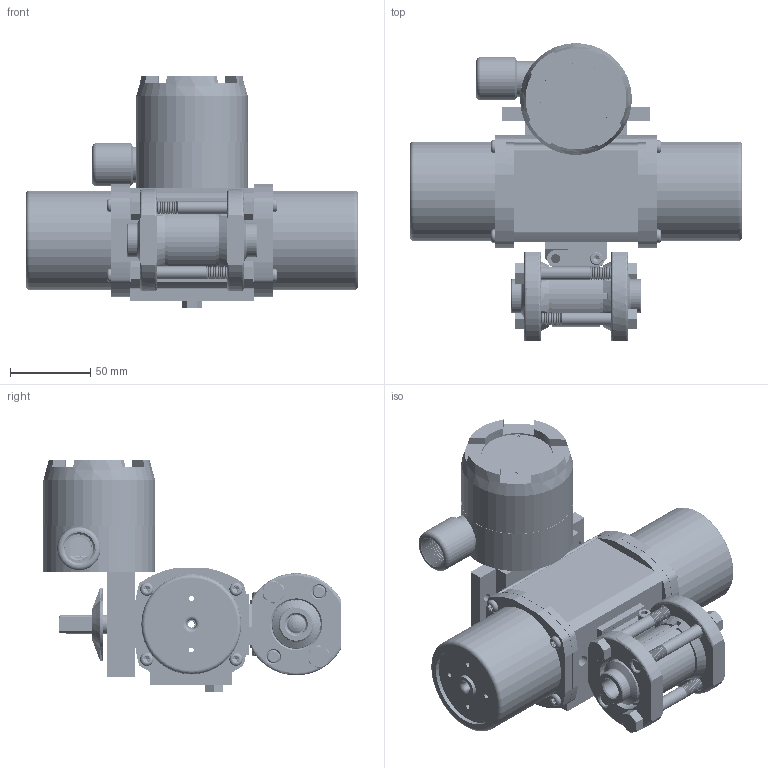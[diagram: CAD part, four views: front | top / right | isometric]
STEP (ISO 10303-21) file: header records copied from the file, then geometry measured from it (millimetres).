
FILE_DESCRIPTION (( 'STEP AP203' ), '1' );
FILE_NAME ('25XXTSWSA512SRLS.step', '2018-04-12T16:53:56', ( '' ), ( '' ), 'SwSTEP 2.0', 'SolidWorks 2017', '' );
FILE_SCHEMA (( 'CONFIG_CONTROL_DESIGN' ));
Products named in the file (1): 25XXTSWSA512SRLS
Bounding box: 206.38 x 184.85 x 144.65 mm (x, y, z)
Volume: 714385.7 mm3; surface area: 298949 mm2
Topology: 47 solids, 47 shells, 4455 faces, 12185 edges, 7872 vertices
Faces by surface type: cylinder 2387, cone 1135, plane 626, bspline 162, torus 143, sphere 2
Entity records: 221041 total; most frequent: CARTESIAN_POINT 114573, ORIENTED_EDGE 24130, DIRECTION 21232, EDGE_CURVE 12065, AXIS2_PLACEMENT_3D 8470, VERTEX_POINT 7868, EDGE_LOOP 4823, ADVANCED_FACE 4455
